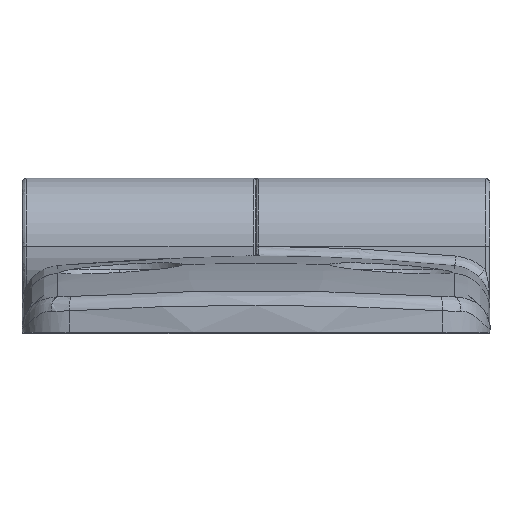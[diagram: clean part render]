
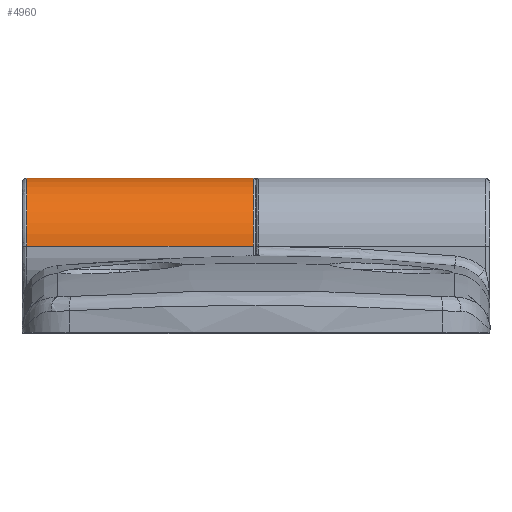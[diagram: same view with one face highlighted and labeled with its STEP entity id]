
A CAD part, top view. The second image highlights one B-rep face of the part: STEP entity #4960.
In plain terms, the highlighted cylindrical face has radius 7 mm (diameter 14 mm), a partial arc.
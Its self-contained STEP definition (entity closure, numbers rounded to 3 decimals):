
#35 = ORIENTED_EDGE ( 'NONE', *, *, #343, .T. ) ;
#343 = EDGE_CURVE ( 'NONE', #1249, #10159, #8466, .T. ) ;
#464 = DIRECTION ( 'NONE',  ( -1., 0., 0. ) ) ;
#1246 = AXIS2_PLACEMENT_3D ( 'NONE', #7149, #7226, #5909 ) ;
#1249 = VERTEX_POINT ( 'NONE', #1738 ) ;
#1375 = CARTESIAN_POINT ( 'NONE',  ( -0.3, 8.9, -7. ) ) ;
#1701 = DIRECTION ( 'NONE',  ( 0., 0., 1. ) ) ;
#1738 = CARTESIAN_POINT ( 'NONE',  ( -0.3, 8.9, 7. ) ) ;
#1744 = EDGE_CURVE ( 'NONE', #1249, #8495, #9926, .T. ) ;
#1797 = ORIENTED_EDGE ( 'NONE', *, *, #5151, .T. ) ;
#2042 = ORIENTED_EDGE ( 'NONE', *, *, #1744, .F. ) ;
#2081 = CARTESIAN_POINT ( 'NONE',  ( 24., 8.9, 0. ) ) ;
#2387 = DIRECTION ( 'NONE',  ( -1., 0., 0. ) ) ;
#2466 = CARTESIAN_POINT ( 'NONE',  ( -23.5, 8.9, -7. ) ) ;
#2500 = CARTESIAN_POINT ( 'NONE',  ( 24., 8.9, -7. ) ) ;
#2730 = ORIENTED_EDGE ( 'NONE', *, *, #5793, .F. ) ;
#2823 = AXIS2_PLACEMENT_3D ( 'NONE', #2081, #464, #1701 ) ;
#3407 = FACE_OUTER_BOUND ( 'NONE', #9170, .T. ) ;
#3610 = CIRCLE ( 'NONE', #1246, 7. ) ;
#4946 = CYLINDRICAL_SURFACE ( 'NONE', #2823, 7. ) ;
#4960 = ADVANCED_FACE ( 'NONE', ( #3407 ), #4946, .T. ) ;
#4995 = CARTESIAN_POINT ( 'NONE',  ( -0.3, 8.9, 0. ) ) ;
#5151 = EDGE_CURVE ( 'NONE', #10159, #5155, #6801, .T. ) ;
#5155 = VERTEX_POINT ( 'NONE', #2466 ) ;
#5343 = VECTOR ( 'NONE', #9728, 1000. ) ;
#5793 = EDGE_CURVE ( 'NONE', #8495, #5155, #3610, .T. ) ;
#5909 = DIRECTION ( 'NONE',  ( 0., 0., 1. ) ) ;
#6801 = LINE ( 'NONE', #2500, #7056 ) ;
#7056 = VECTOR ( 'NONE', #2387, 1000. ) ;
#7149 = CARTESIAN_POINT ( 'NONE',  ( -23.5, 8.9, 0. ) ) ;
#7226 = DIRECTION ( 'NONE',  ( -1., 0., 0. ) ) ;
#7288 = DIRECTION ( 'NONE',  ( -1., 0., 0. ) ) ;
#7689 = CARTESIAN_POINT ( 'NONE',  ( 24., 8.9, 7. ) ) ;
#8466 = CIRCLE ( 'NONE', #9321, 7. ) ;
#8495 = VERTEX_POINT ( 'NONE', #9190 ) ;
#8812 = DIRECTION ( 'NONE',  ( 0., 0., 1. ) ) ;
#9170 = EDGE_LOOP ( 'NONE', ( #2042, #35, #1797, #2730 ) ) ;
#9190 = CARTESIAN_POINT ( 'NONE',  ( -23.5, 8.9, 7. ) ) ;
#9321 = AXIS2_PLACEMENT_3D ( 'NONE', #4995, #7288, #8812 ) ;
#9728 = DIRECTION ( 'NONE',  ( -1., 0., 0. ) ) ;
#9926 = LINE ( 'NONE', #7689, #5343 ) ;
#10159 = VERTEX_POINT ( 'NONE', #1375 ) ;
